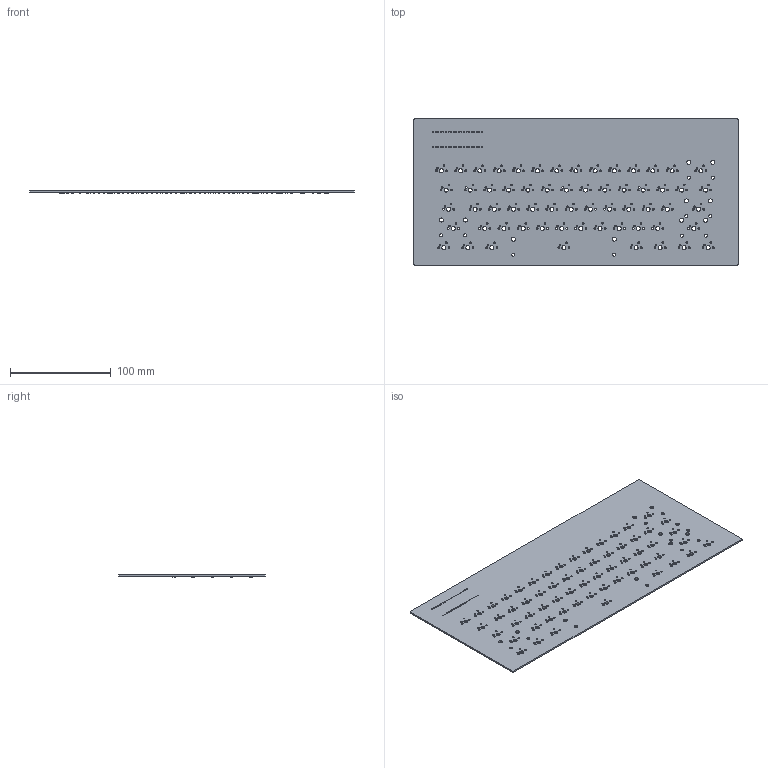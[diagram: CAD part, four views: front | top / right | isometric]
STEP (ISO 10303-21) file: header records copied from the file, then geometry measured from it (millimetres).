
FILE_DESCRIPTION(('KiCad electronic assembly'),'2;1');
FILE_NAME('keyboardpls.step','2025-08-16T13:40:42',('Pcbnew'),('Kicad'), 'Open CASCADE STEP processor 7.9','KiCad to STEP converter','Unknown' );
FILE_SCHEMA(('AUTOMOTIVE_DESIGN { 1 0 10303 214 1 1 1 1 }'));
Length unit declared in the file: millimetre
Products named in the file (3): keyboardpls 1; D_SOD-123; keyboardpls_PCB
Assembly tree (62 placements, depth 2):
  keyboardpls 1
    D_SOD-123  x61
    keyboardpls_PCB
Bounding box: 321.5 x 145 x 2.85 mm (x, y, z)
Volume: 68415.1 mm3; surface area: 96433.1 mm2
Topology: 62 solids, 62 shells, 3974 faces, 10147 edges, 6358 vertices
Faces by surface type: plane 2141, bspline 976, cylinder 857
Full cylindrical faces by diameter (mm): 1 x40, 1.524 x122, 1.75 x122, 3.048 x10, 3.988 x71
Entity records: 17289 total; most frequent: DIRECTION 2959, CARTESIAN_POINT 2674, ORIENTED_EDGE 2534, EDGE_CURVE 1267, AXIS2_PLACEMENT_3D 1235, FACE_BOUND 1165, EDGE_LOOP 1165, VERTEX_POINT 838
